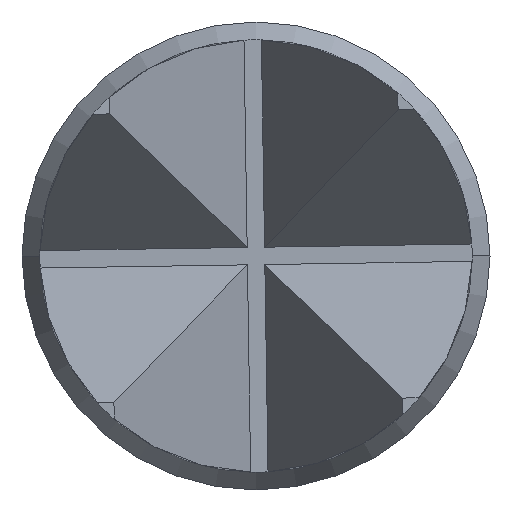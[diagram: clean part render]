
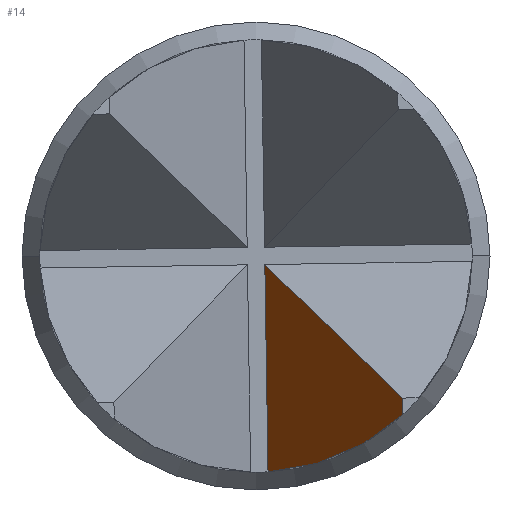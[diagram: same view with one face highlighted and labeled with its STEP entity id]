
A CAD part, left-side view. The second image highlights one B-rep face of the part: STEP entity #14.
In plain terms, the highlighted planar face has unit normal (-0.5, 0.866, -0.013).
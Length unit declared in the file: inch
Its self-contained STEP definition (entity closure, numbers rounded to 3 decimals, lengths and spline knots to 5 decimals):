
#8 = CARTESIAN_POINT ( 'NONE',  ( -0.4895, -0.00102, -0.00098 ) ) ;
#14 = ADVANCED_FACE ( 'NONE', ( #33 ), #211, .T. ) ;
#33 = FACE_OUTER_BOUND ( 'NONE', #1243, .T. ) ;
#52 = CARTESIAN_POINT ( 'NONE',  ( -0.4895, -0.00138, -0.02481 ) ) ;
#63 = LINE ( 'NONE', #679, #1090 ) ;
#88 = ORIENTED_EDGE ( 'NONE', *, *, #655, .T. ) ;
#211 = PLANE ( 'NONE',  #500 ) ;
#238 = EDGE_CURVE ( 'NONE', #1418, #994, #594, .T. ) ;
#257 = CARTESIAN_POINT ( 'NONE',  ( -0.4996, -0.00721, -0.02449 ) ) ;
#307 = CARTESIAN_POINT ( 'NONE',  ( -0.50897, -0.01259, -0.02221 ) ) ;
#312 = CARTESIAN_POINT ( 'NONE',  ( -0.5165, -0.01687, -0.01824 ) ) ;
#337 = VECTOR ( 'NONE', #1038, 39.37008 ) ;
#433 = ORIENTED_EDGE ( 'NONE', *, *, #238, .T. ) ;
#500 = AXIS2_PLACEMENT_3D ( 'NONE', #578, #533, #1215 ) ;
#533 = DIRECTION ( 'NONE',  ( -0.5, 0.866, -0.013 ) ) ;
#568 = CARTESIAN_POINT ( 'NONE',  ( -0.4895, 0.01321, 0.92281 ) ) ;
#578 = CARTESIAN_POINT ( 'NONE',  ( -0.4895, 0.01321, 0.92281 ) ) ;
#594 = LINE ( 'NONE', #882, #337 ) ;
#606 = ORIENTED_EDGE ( 'NONE', *, *, #842, .T. ) ;
#627 = VERTEX_POINT ( 'NONE', #312 ) ;
#629 = CARTESIAN_POINT ( 'NONE',  ( -0.4895, -0.00138, -0.02481 ) ) ;
#655 = EDGE_CURVE ( 'NONE', #994, #1394, #1174, .T. ) ;
#679 = CARTESIAN_POINT ( 'NONE',  ( -0.5165, -0.01659, 0.00026 ) ) ;
#691 = DIRECTION ( 'NONE',  ( 0., -0.015, -1. ) ) ;
#842 = EDGE_CURVE ( 'NONE', #1394, #627, #1204, .T. ) ;
#882 = CARTESIAN_POINT ( 'NONE',  ( -0.16945, 0.18659, 0.18093 ) ) ;
#906 = CARTESIAN_POINT ( 'NONE',  ( -0.5165, -0.01687, -0.01824 ) ) ;
#994 = VERTEX_POINT ( 'NONE', #8 ) ;
#1038 = DIRECTION ( 'NONE',  ( 0.775, 0.454, 0.44 ) ) ;
#1090 = VECTOR ( 'NONE', #691, 39.37008 ) ;
#1154 = VECTOR ( 'NONE', #1594, 39.37008 ) ;
#1174 = LINE ( 'NONE', #568, #1154 ) ;
#1204 =( BOUNDED_CURVE ( )  B_SPLINE_CURVE ( 3, ( #52, #257, #307, #906 ),
 .UNSPECIFIED., .F., .T. ) 
 B_SPLINE_CURVE_WITH_KNOTS ( ( 4, 4 ),
 ( 1.61105, 2.3017 ),
 .UNSPECIFIED. ) 
 CURVE ( )  GEOMETRIC_REPRESENTATION_ITEM ( )  RATIONAL_B_SPLINE_CURVE ( ( 1., 0.961, 0.961, 1. ) ) 
 REPRESENTATION_ITEM ( '' )  );
#1215 = DIRECTION ( 'NONE',  ( -0.866, -0.5, 0.008 ) ) ;
#1243 = EDGE_LOOP ( 'NONE', ( #1523, #433, #88, #606 ) ) ;
#1394 = VERTEX_POINT ( 'NONE', #629 ) ;
#1418 = VERTEX_POINT ( 'NONE', #1582 ) ;
#1523 = ORIENTED_EDGE ( 'NONE', *, *, #1593, .F. ) ;
#1582 = CARTESIAN_POINT ( 'NONE',  ( -0.5165, -0.01684, -0.01633 ) ) ;
#1593 = EDGE_CURVE ( 'NONE', #1418, #627, #63, .T. ) ;
#1594 = DIRECTION ( 'NONE',  ( 0., -0.015, -1. ) ) ;
